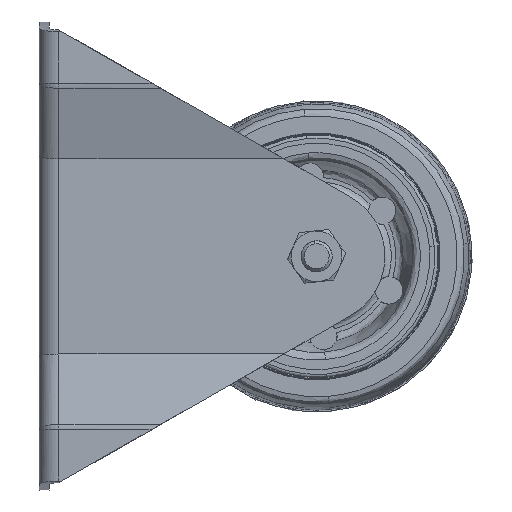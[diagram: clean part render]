
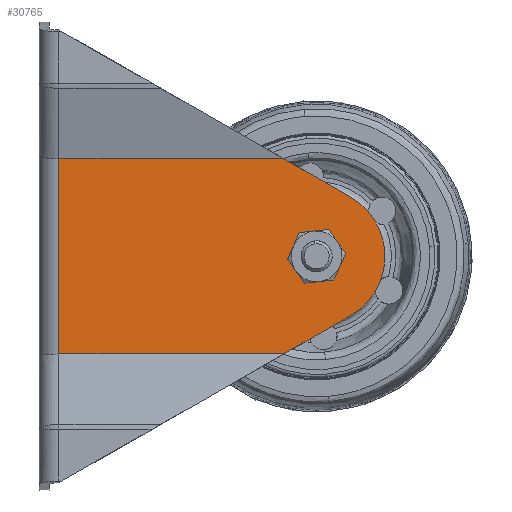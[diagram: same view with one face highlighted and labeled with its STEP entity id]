
A CAD part, left-side view. The second image highlights one B-rep face of the part: STEP entity #30765.
In plain terms, the highlighted face is planar.
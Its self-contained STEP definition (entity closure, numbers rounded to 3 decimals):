
#905 = CARTESIAN_POINT ( 'NONE',  ( -25., -21., 5. ) ) ;
#1379 = VECTOR ( 'NONE', #11529, 1000. ) ;
#1572 = DIRECTION ( 'NONE',  ( 0., -1., 0. ) ) ;
#2753 = VERTEX_POINT ( 'NONE', #26825 ) ;
#4102 = CARTESIAN_POINT ( 'NONE',  ( 0., -21., 71. ) ) ;
#4388 = DIRECTION ( 'NONE',  ( 0.497, 0., 0.868 ) ) ;
#4400 = CARTESIAN_POINT ( 'NONE',  ( 15.184, -21., 79.7 ) ) ;
#5710 = DIRECTION ( 'NONE',  ( 0., 0., -1. ) ) ;
#7299 = CARTESIAN_POINT ( 'NONE',  ( 10.265, -21., 124.119 ) ) ;
#7447 = EDGE_CURVE ( 'NONE', #31672, #25537, #32546, .T. ) ;
#7533 = ORIENTED_EDGE ( 'NONE', *, *, #30995, .T. ) ;
#7873 = LINE ( 'NONE', #19678, #1379 ) ;
#8632 = AXIS2_PLACEMENT_3D ( 'NONE', #11216, #37269, #34202 ) ;
#8794 = EDGE_CURVE ( 'NONE', #14728, #29658, #7873, .T. ) ;
#8992 = FACE_BOUND ( 'NONE', #10423, .T. ) ;
#9181 = CARTESIAN_POINT ( 'NONE',  ( 0., -21., 130. ) ) ;
#9227 = CIRCLE ( 'NONE', #8632, 17.5 ) ;
#10171 = CARTESIAN_POINT ( 'NONE',  ( -25., -21., 62.568 ) ) ;
#10229 = VERTEX_POINT ( 'NONE', #34358 ) ;
#10423 = EDGE_LOOP ( 'NONE', ( #28764, #21470 ) ) ;
#11001 = VECTOR ( 'NONE', #26790, 1000. ) ;
#11216 = CARTESIAN_POINT ( 'NONE',  ( 0., -21., 71. ) ) ;
#11329 = AXIS2_PLACEMENT_3D ( 'NONE', #33446, #1572, #36322 ) ;
#11529 = DIRECTION ( 'NONE',  ( -0.497, 0., 0.868 ) ) ;
#11754 = ORIENTED_EDGE ( 'NONE', *, *, #7447, .T. ) ;
#14159 = CARTESIAN_POINT ( 'NONE',  ( 25., -21., 130. ) ) ;
#14532 = CARTESIAN_POINT ( 'NONE',  ( -15.184, -21., 79.7 ) ) ;
#14728 = VERTEX_POINT ( 'NONE', #35388 ) ;
#15380 = DIRECTION ( 'NONE',  ( 1., 0., 0. ) ) ;
#15638 = CARTESIAN_POINT ( 'NONE',  ( 25., -21., 5. ) ) ;
#16649 = ORIENTED_EDGE ( 'NONE', *, *, #29522, .F. ) ;
#17103 = EDGE_CURVE ( 'NONE', #2753, #10229, #18145, .T. ) ;
#17927 = CARTESIAN_POINT ( 'NONE',  ( -25., -21., 130. ) ) ;
#18145 = CIRCLE ( 'NONE', #11329, 4.25 ) ;
#18529 = CIRCLE ( 'NONE', #19757, 4.25 ) ;
#18995 = EDGE_CURVE ( 'NONE', #29658, #19194, #9227, .T. ) ;
#19194 = VERTEX_POINT ( 'NONE', #14532 ) ;
#19624 = VECTOR ( 'NONE', #4388, 1000. ) ;
#19678 = CARTESIAN_POINT ( 'NONE',  ( -10.265, -21., 124.119 ) ) ;
#19757 = AXIS2_PLACEMENT_3D ( 'NONE', #4102, #30213, #15380 ) ;
#20390 = CARTESIAN_POINT ( 'NONE',  ( 25., -21., 5. ) ) ;
#20498 = DIRECTION ( 'NONE',  ( 0., 0., -1. ) ) ;
#20998 = DIRECTION ( 'NONE',  ( 0., -1., 0. ) ) ;
#21215 = ORIENTED_EDGE ( 'NONE', *, *, #18995, .T. ) ;
#21470 = ORIENTED_EDGE ( 'NONE', *, *, #31845, .F. ) ;
#23518 = PLANE ( 'NONE',  #28491 ) ;
#23540 = EDGE_LOOP ( 'NONE', ( #33802, #21215, #29386, #11754, #7533, #16649 ) ) ;
#24914 = EDGE_CURVE ( 'NONE', #31672, #19194, #33765, .T. ) ;
#24955 = VECTOR ( 'NONE', #5710, 1000. ) ;
#25490 = VERTEX_POINT ( 'NONE', #15638 ) ;
#25537 = VERTEX_POINT ( 'NONE', #905 ) ;
#26790 = DIRECTION ( 'NONE',  ( 1., 0., 0. ) ) ;
#26825 = CARTESIAN_POINT ( 'NONE',  ( 0., -21., 75.25 ) ) ;
#28491 = AXIS2_PLACEMENT_3D ( 'NONE', #9181, #20998, #32757 ) ;
#28764 = ORIENTED_EDGE ( 'NONE', *, *, #17103, .F. ) ;
#29258 = LINE ( 'NONE', #20390, #11001 ) ;
#29386 = ORIENTED_EDGE ( 'NONE', *, *, #24914, .F. ) ;
#29522 = EDGE_CURVE ( 'NONE', #14728, #25490, #37277, .T. ) ;
#29658 = VERTEX_POINT ( 'NONE', #4400 ) ;
#30213 = DIRECTION ( 'NONE',  ( 0., -1., 0. ) ) ;
#30765 = ADVANCED_FACE ( 'NONE', ( #8992, #35631 ), #23518, .T. ) ;
#30995 = EDGE_CURVE ( 'NONE', #25537, #25490, #29258, .T. ) ;
#31672 = VERTEX_POINT ( 'NONE', #10171 ) ;
#31845 = EDGE_CURVE ( 'NONE', #10229, #2753, #18529, .T. ) ;
#32546 = LINE ( 'NONE', #17927, #24955 ) ;
#32757 = DIRECTION ( 'NONE',  ( 1., 0., 0. ) ) ;
#33334 = VECTOR ( 'NONE', #20498, 1000. ) ;
#33446 = CARTESIAN_POINT ( 'NONE',  ( 0., -21., 71. ) ) ;
#33765 = LINE ( 'NONE', #7299, #19624 ) ;
#33802 = ORIENTED_EDGE ( 'NONE', *, *, #8794, .T. ) ;
#34202 = DIRECTION ( 'NONE',  ( 1., 0., 0. ) ) ;
#34358 = CARTESIAN_POINT ( 'NONE',  ( 0., -21., 66.75 ) ) ;
#35388 = CARTESIAN_POINT ( 'NONE',  ( 25., -21., 62.568 ) ) ;
#35631 = FACE_OUTER_BOUND ( 'NONE', #23540, .T. ) ;
#36322 = DIRECTION ( 'NONE',  ( 1., 0., 0. ) ) ;
#37269 = DIRECTION ( 'NONE',  ( 0., -1., 0. ) ) ;
#37277 = LINE ( 'NONE', #14159, #33334 ) ;
